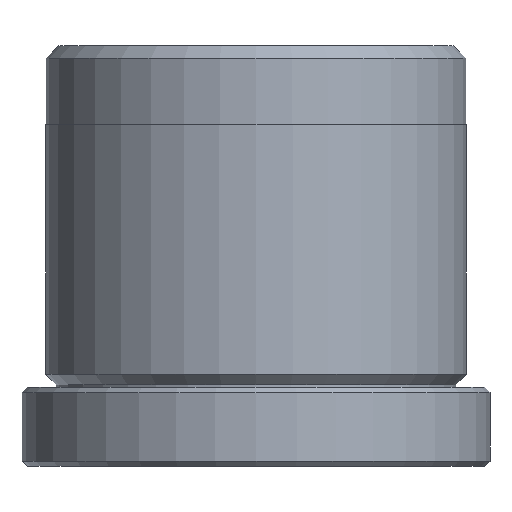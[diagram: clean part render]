
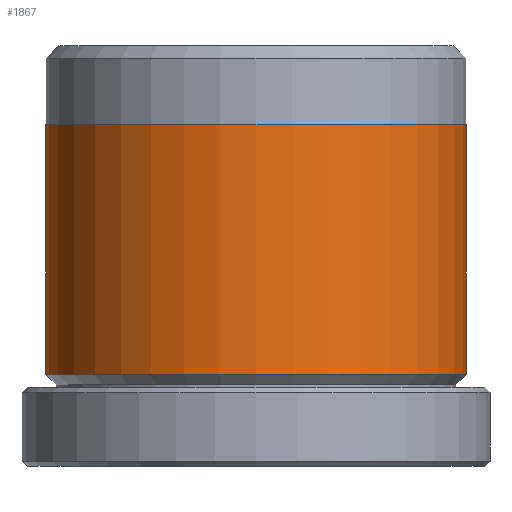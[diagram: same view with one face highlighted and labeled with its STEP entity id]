
A CAD part, front view. The second image highlights one B-rep face of the part: STEP entity #1867.
In plain terms, the highlighted cylindrical face has radius 8 mm (diameter 16 mm), a partial arc.
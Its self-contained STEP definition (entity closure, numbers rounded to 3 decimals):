
#82 = CARTESIAN_POINT ( 'NONE',  ( 8., 0., 3.5 ) ) ;
#83 = CARTESIAN_POINT ( 'NONE',  ( 8., 0., 13. ) ) ;
#171 = VECTOR ( 'NONE', #465, 1000. ) ;
#268 = EDGE_CURVE ( 'NONE', #1852, #1404, #1489, .T. ) ;
#403 = AXIS2_PLACEMENT_3D ( 'NONE', #983, #974, #949 ) ;
#465 = DIRECTION ( 'NONE',  ( 0., 0., -1. ) ) ;
#559 = CARTESIAN_POINT ( 'NONE',  ( 8., 0., 16. ) ) ;
#581 = EDGE_CURVE ( 'NONE', #1930, #1698, #1034, .T. ) ;
#584 = CARTESIAN_POINT ( 'NONE',  ( -8., 0., 13. ) ) ;
#620 = ORIENTED_EDGE ( 'NONE', *, *, #268, .F. ) ;
#674 = EDGE_CURVE ( 'NONE', #1404, #1930, #1782, .T. ) ;
#722 = CARTESIAN_POINT ( 'NONE',  ( -8., 0., 3.5 ) ) ;
#822 = EDGE_CURVE ( 'NONE', #1852, #1698, #1914, .T. ) ;
#849 = FACE_OUTER_BOUND ( 'NONE', #1229, .T. ) ;
#931 = DIRECTION ( 'NONE',  ( 0., 0., -1. ) ) ;
#949 = DIRECTION ( 'NONE',  ( -1., 0., 0. ) ) ;
#962 = ORIENTED_EDGE ( 'NONE', *, *, #674, .F. ) ;
#974 = DIRECTION ( 'NONE',  ( 0., 0., -1. ) ) ;
#983 = CARTESIAN_POINT ( 'NONE',  ( 0., 0., 3.5 ) ) ;
#1034 = CIRCLE ( 'NONE', #403, 8. ) ;
#1181 = ORIENTED_EDGE ( 'NONE', *, *, #822, .T. ) ;
#1229 = EDGE_LOOP ( 'NONE', ( #962, #620, #1181, #2017 ) ) ;
#1370 = DIRECTION ( 'NONE',  ( 1., 0., 0. ) ) ;
#1379 = DIRECTION ( 'NONE',  ( 0., 0., 1. ) ) ;
#1388 = CARTESIAN_POINT ( 'NONE',  ( 0., 0., 13. ) ) ;
#1404 = VERTEX_POINT ( 'NONE', #83 ) ;
#1421 = DIRECTION ( 'NONE',  ( -1., 0., 0. ) ) ;
#1439 = VECTOR ( 'NONE', #2028, 1000. ) ;
#1489 = CIRCLE ( 'NONE', #1620, 8. ) ;
#1618 = CYLINDRICAL_SURFACE ( 'NONE', #1895, 8. ) ;
#1620 = AXIS2_PLACEMENT_3D ( 'NONE', #1388, #1379, #1370 ) ;
#1698 = VERTEX_POINT ( 'NONE', #722 ) ;
#1782 = LINE ( 'NONE', #559, #171 ) ;
#1852 = VERTEX_POINT ( 'NONE', #584 ) ;
#1867 = ADVANCED_FACE ( 'NONE', ( #849 ), #1618, .T. ) ;
#1895 = AXIS2_PLACEMENT_3D ( 'NONE', #2050, #931, #1421 ) ;
#1914 = LINE ( 'NONE', #2047, #1439 ) ;
#1930 = VERTEX_POINT ( 'NONE', #82 ) ;
#2017 = ORIENTED_EDGE ( 'NONE', *, *, #581, .F. ) ;
#2028 = DIRECTION ( 'NONE',  ( 0., 0., -1. ) ) ;
#2047 = CARTESIAN_POINT ( 'NONE',  ( -8., 0., 16. ) ) ;
#2050 = CARTESIAN_POINT ( 'NONE',  ( 0., 0., 16. ) ) ;
